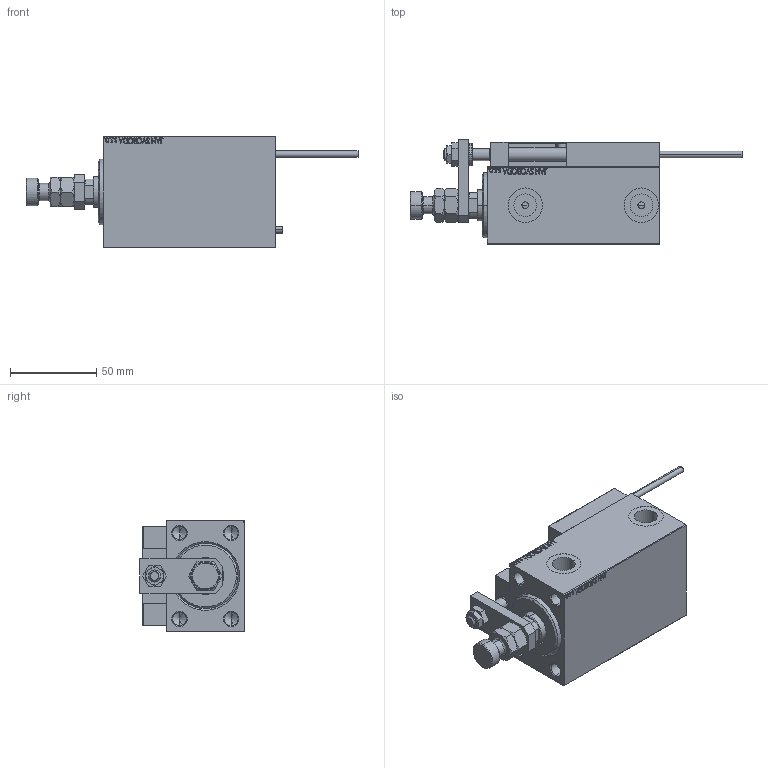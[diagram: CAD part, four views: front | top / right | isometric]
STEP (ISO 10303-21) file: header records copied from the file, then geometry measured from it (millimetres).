
FILE_DESCRIPTION (( 'STEP AP203' ), '1' );
FILE_NAME ('650e.STEP', '2021-03-18T16:49:28', ( '' ), ( '' ), 'SwSTEP 2.0', 'SolidWorks 2019', '' );
FILE_SCHEMA (( 'CONFIG_CONTROL_DESIGN' ));
Length unit declared in the file: millimetre
Products named in the file (17): 650e; NUT_D10 1daee0d1bf6517eef3c9a2aa832fcc6d; SWITCH DIM B,W 1daee0d1bf6517eef3c9a2aa832fcc6d; V450CM_B_VCP 1daee0d1bf6517eef3c9a2aa832fcc6d; V450CM_B 1daee0d1bf6517eef3c9a2aa832fcc6d; KONCOVKA 1daee0d1bf6517eef3c9a2aa832fcc6d; ALLEN BOLT D5 1daee0d1bf6517eef3c9a2aa832fcc6d; SWITCH_X_FRONT_BACK 1daee0d1bf6517eef3c9a2aa832fcc6d; ZARAZKA 1daee0d1bf6517eef3c9a2aa832fcc6d; V450CM_VC_B 1daee0d1bf6517eef3c9a2aa832fcc6d; Block 1daee0d1bf6517eef3c9a2aa832fcc6d; SWITCH X 1daee0d1bf6517eef3c9a2aa832fcc6d; TYC_L79 1daee0d1bf6517eef3c9a2aa832fcc6d; NUT_D12 1daee0d1bf6517eef3c9a2aa832fcc6d; ALLEN BOLT D8 1daee0d1bf6517eef3c9a2aa832fcc6d; MAGNET 1daee0d1bf6517eef3c9a2aa832fcc6d; X_Y_MFA 1daee0d1bf6517eef3c9a2aa832fcc6d
Assembly tree (26 placements, depth 3):
  650e
    V450CM_B 1daee0d1bf6517eef3c9a2aa832fcc6d
    V450CM_B_VCP 1daee0d1bf6517eef3c9a2aa832fcc6d
    SWITCH X 1daee0d1bf6517eef3c9a2aa832fcc6d
      SWITCH_X_FRONT_BACK 1daee0d1bf6517eef3c9a2aa832fcc6d  x2
      TYC_L79 1daee0d1bf6517eef3c9a2aa832fcc6d
      Block 1daee0d1bf6517eef3c9a2aa832fcc6d  x2
      ALLEN BOLT D5 1daee0d1bf6517eef3c9a2aa832fcc6d  x4
      ALLEN BOLT D8 1daee0d1bf6517eef3c9a2aa832fcc6d  x4
      MAGNET 1daee0d1bf6517eef3c9a2aa832fcc6d  x2
      KONCOVKA 1daee0d1bf6517eef3c9a2aa832fcc6d  x2
    NUT_D10 1daee0d1bf6517eef3c9a2aa832fcc6d
    NUT_D12 1daee0d1bf6517eef3c9a2aa832fcc6d
    SWITCH DIM B,W 1daee0d1bf6517eef3c9a2aa832fcc6d
    ZARAZKA 1daee0d1bf6517eef3c9a2aa832fcc6d
    V450CM_VC_B 1daee0d1bf6517eef3c9a2aa832fcc6d
    X_Y_MFA 1daee0d1bf6517eef3c9a2aa832fcc6d
Bounding box: 193 x 60.5 x 65 mm (x, y, z)
Volume: 322778.3 mm3; surface area: 80550.2 mm2
Topology: 25 solids, 25 shells, 1384 faces, 3298 edges, 2080 vertices
Faces by surface type: plane 581, bspline 380, cylinder 198, cone 173, torus 48, sphere 4
Entity records: 53494 total; most frequent: CARTESIAN_POINT 26955, ORIENTED_EDGE 5584, DIRECTION 3881, EDGE_CURVE 2792, VERTEX_POINT 1804, VECTOR 1561, LINE 1561, EDGE_LOOP 1296
